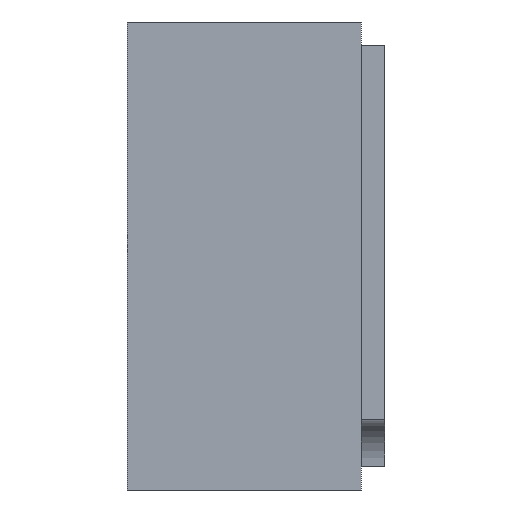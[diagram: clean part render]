
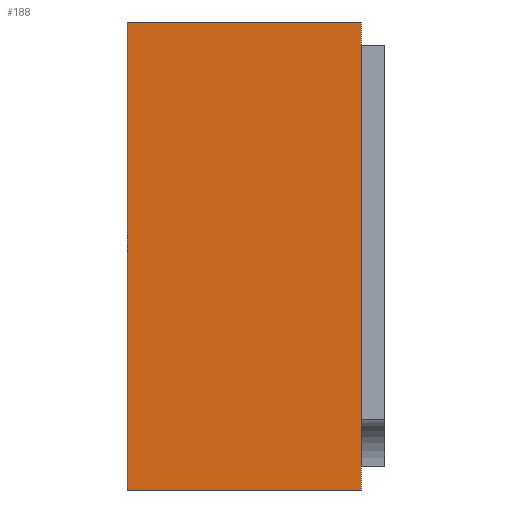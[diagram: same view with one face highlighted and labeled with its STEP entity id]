
A CAD part, left-side view. The second image highlights one B-rep face of the part: STEP entity #188.
In plain terms, the highlighted planar face has unit normal (-1, 0, 0).
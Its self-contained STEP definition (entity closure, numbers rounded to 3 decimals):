
#85 = EDGE_CURVE ( 'NONE', #608, #301, #678, .T. ) ;
#92 = VECTOR ( 'NONE', #585, 1000. ) ;
#96 = VECTOR ( 'NONE', #275, 1000. ) ;
#111 = LINE ( 'NONE', #768, #92 ) ;
#123 = AXIS2_PLACEMENT_3D ( 'NONE', #504, #457, #577 ) ;
#164 = FACE_OUTER_BOUND ( 'NONE', #276, .T. ) ;
#188 = ADVANCED_FACE ( 'NONE', ( #164 ), #496, .F. ) ;
#192 = CARTESIAN_POINT ( 'NONE',  ( -0.8, 2.987, 0.5 ) ) ;
#206 = CARTESIAN_POINT ( 'NONE',  ( -0.8, 0.05, -0.5 ) ) ;
#218 = LINE ( 'NONE', #429, #220 ) ;
#220 = VECTOR ( 'NONE', #549, 1000. ) ;
#261 = EDGE_CURVE ( 'NONE', #849, #635, #111, .T. ) ;
#275 = DIRECTION ( 'NONE',  ( 0., -1., 0. ) ) ;
#276 = EDGE_LOOP ( 'NONE', ( #539, #869, #341, #658 ) ) ;
#301 = VERTEX_POINT ( 'NONE', #467 ) ;
#341 = ORIENTED_EDGE ( 'NONE', *, *, #713, .T. ) ;
#429 = CARTESIAN_POINT ( 'NONE',  ( -0.8, 0.05, 0.5 ) ) ;
#457 = DIRECTION ( 'NONE',  ( 1., 0., 0. ) ) ;
#467 = CARTESIAN_POINT ( 'NONE',  ( -0.8, 0.05, 0.5 ) ) ;
#496 = PLANE ( 'NONE',  #123 ) ;
#504 = CARTESIAN_POINT ( 'NONE',  ( -0.8, 2.987, 0.5 ) ) ;
#521 = CARTESIAN_POINT ( 'NONE',  ( -0.8, 0.55, -0.5 ) ) ;
#539 = ORIENTED_EDGE ( 'NONE', *, *, #857, .F. ) ;
#549 = DIRECTION ( 'NONE',  ( 0., 0., 1. ) ) ;
#577 = DIRECTION ( 'NONE',  ( 0., 0., -1. ) ) ;
#581 = LINE ( 'NONE', #589, #583 ) ;
#583 = VECTOR ( 'NONE', #738, 1000. ) ;
#585 = DIRECTION ( 'NONE',  ( 0., -1., 0. ) ) ;
#589 = CARTESIAN_POINT ( 'NONE',  ( -0.8, 0.55, 0.5 ) ) ;
#608 = VERTEX_POINT ( 'NONE', #709 ) ;
#635 = VERTEX_POINT ( 'NONE', #206 ) ;
#658 = ORIENTED_EDGE ( 'NONE', *, *, #85, .F. ) ;
#678 = LINE ( 'NONE', #192, #96 ) ;
#709 = CARTESIAN_POINT ( 'NONE',  ( -0.8, 0.55, 0.5 ) ) ;
#713 = EDGE_CURVE ( 'NONE', #635, #301, #218, .T. ) ;
#738 = DIRECTION ( 'NONE',  ( 0., 0., 1. ) ) ;
#768 = CARTESIAN_POINT ( 'NONE',  ( -0.8, 2.987, -0.5 ) ) ;
#849 = VERTEX_POINT ( 'NONE', #521 ) ;
#857 = EDGE_CURVE ( 'NONE', #849, #608, #581, .T. ) ;
#869 = ORIENTED_EDGE ( 'NONE', *, *, #261, .T. ) ;
